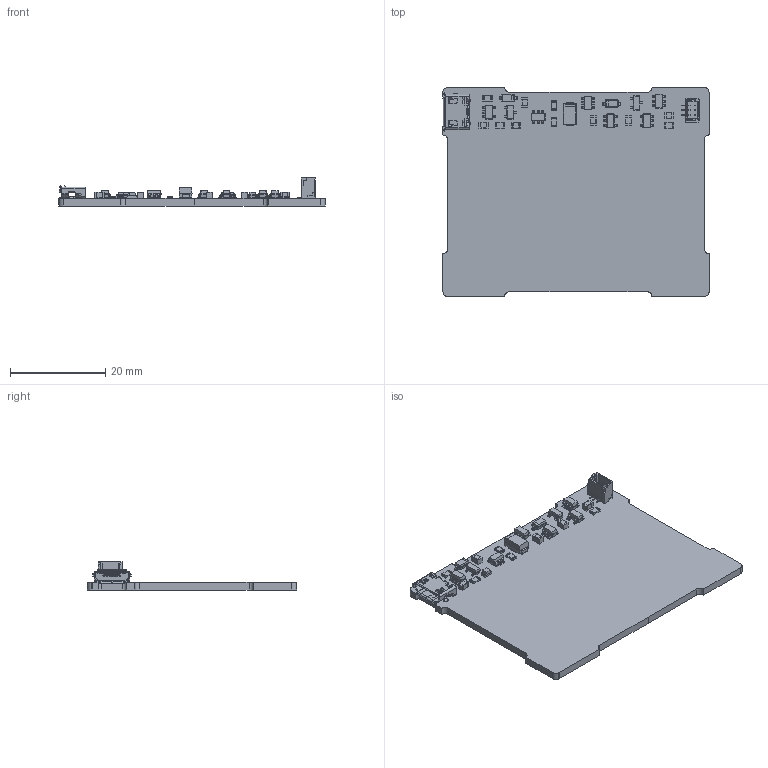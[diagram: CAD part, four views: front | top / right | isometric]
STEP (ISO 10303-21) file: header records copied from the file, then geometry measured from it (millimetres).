
FILE_DESCRIPTION(('KiCad electronic assembly'),'2;1');
FILE_NAME('cphp82001-pcb.step','2025-02-19T10:44:25',('Pcbnew'),('Kicad' ),'Open CASCADE STEP processor 7.8','KiCad to STEP converter', 'Unknown');
FILE_SCHEMA(('AUTOMOTIVE_DESIGN { 1 0 10303 214 1 1 1 1 }'));
Length unit declared in the file: millimetre
Products named in the file (22): cphp82001-pcb 1; SOT-23; SOT_23; SOT-23-5; SOT_23_5; D_SMA; C_0805_2012Metric; LED_0805_2012Metric; SOT-23-6; SOT_23_6; 10118194-0001LF; R_0805_2012Metric; D_SOD-123; D_SOD_123; BM03B-SRSS-TB; cphp82001-pcb_PCB
Assembly tree (35 placements, depth 3):
  cphp82001-pcb 1
    SOT-23  x2
      SOT_23
    SOT-23-5  x3
      SOT_23_5
    D_SMA
      D_SMA
    C_0805_2012Metric  x5
      C_0805_2012Metric
    LED_0805_2012Metric
      LED_0805_2012Metric
    SOT-23-6  x3
      SOT_23_6
    10118194-0001LF
      10118194-0001LF
    R_0805_2012Metric  x5
      R_0805_2012Metric
    D_SOD-123  x2
      D_SOD_123
    BM03B-SRSS-TB
      BM03B-SRSS-TB
    cphp82001-pcb_PCB
Bounding box: 56 x 44 x 5.9 mm (x, y, z)
Volume: 3932.1 mm3; surface area: 5940.5 mm2
Topology: 49 solids, 50 shells, 2467 faces, 6468 edges, 4116 vertices
Faces by surface type: plane 1533, cylinder 603, bspline 321, cone 10
Entity records: 56597 total; most frequent: CARTESIAN_POINT 13668, ORIENTED_EDGE 8758, DIRECTION 6857, EDGE_CURVE 4379, LINE 2925, VECTOR 2925, VERTEX_POINT 2818, AXIS2_PLACEMENT_3D 1966
